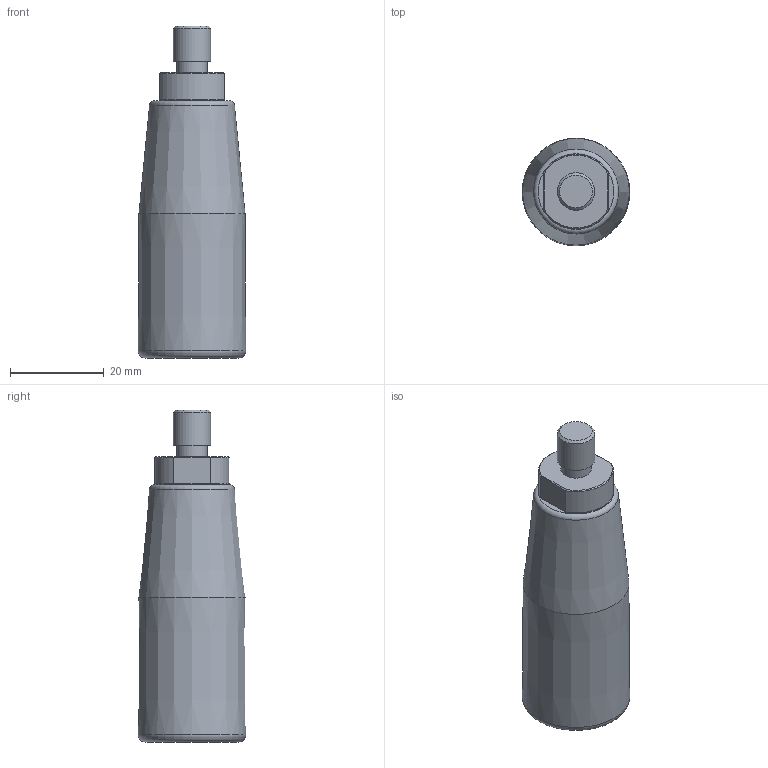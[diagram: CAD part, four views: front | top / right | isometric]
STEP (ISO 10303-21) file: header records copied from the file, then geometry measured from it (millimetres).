
FILE_DESCRIPTION( ( 'Unknown' ), '1' );
FILE_NAME( '6138015_MCG23x55_M08.stp', 'Unknown', ( 'Unknown' ), ( 'Unknown' ), 'PSStep 11.0', 'Unknown', ' ' );
FILE_SCHEMA( ( 'AUTOMOTIVE_DESIGN { 1 0 10303 214 1 1 1 1 }' ) );
Length unit declared in the file: millimetre
Products named in the file (1): 8900106
Bounding box: 22.99 x 22.99 x 71 mm (x, y, z)
Volume: 21529.6 mm3; surface area: 7066.4 mm2
Topology: 1 solids, 2 shells, 44 faces, 89 edges, 55 vertices
Faces by surface type: plane 18, cone 14, cylinder 10, torus 2
Full cylindrical faces by diameter (mm): 6.5 x1, 6.6 x1, 6.8 x1, 7.9 x1, 8 x1, 10 x1
Entity records: 1430 total; most frequent: CARTESIAN_POINT 217, DIRECTION 182, ORIENTED_EDGE 144, AXIS2_PLACEMENT_3D 81, EDGE_CURVE 72, EDGE_LOOP 64, FACE_OUTER_BOUND 52, VERTEX_POINT 52
